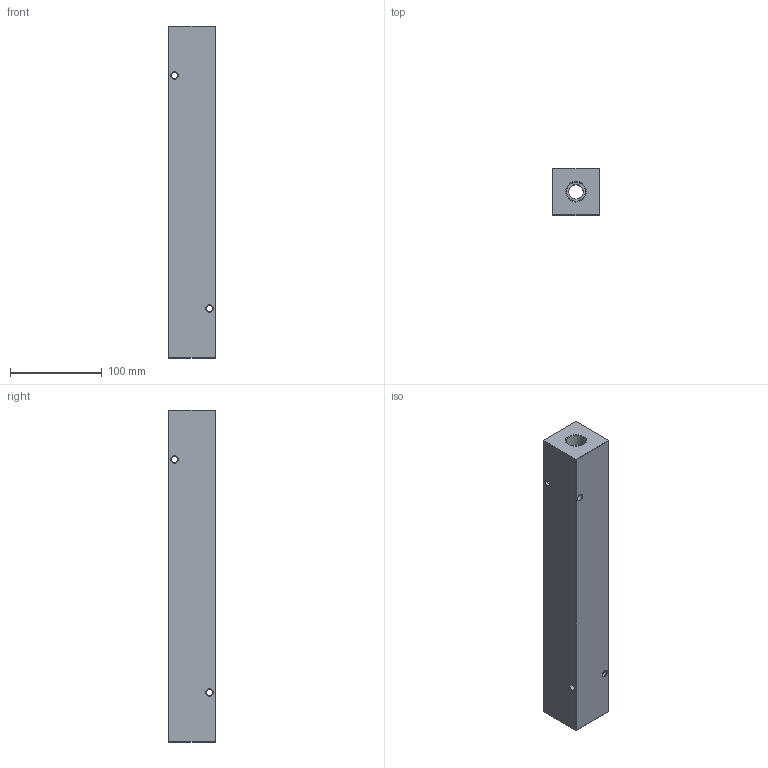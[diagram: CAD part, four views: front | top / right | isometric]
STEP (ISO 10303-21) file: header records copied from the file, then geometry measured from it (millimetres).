
FILE_DESCRIPTION (( 'STEP AP214' ), '1' );
FILE_NAME ('HM-7-0-P-8-6.STEP', '2020-02-28T19:01:48', ( '' ), ( '' ), 'SwSTEP 2.0', 'SolidWorks 2019', '' );
FILE_SCHEMA (( 'AUTOMOTIVE_DESIGN' ));
Length unit declared in the file: inch
Products named in the file (1): HM-7-0-P-8-6
Bounding box: 50.8 x 50.8 x 361.95 mm (x, y, z)
Volume: 825530.4 mm3; surface area: 104461.8 mm2
Topology: 1 solids, 1 shells, 491 faces, 1276 edges, 830 vertices
Faces by surface type: plane 236, bspline 185, cone 38, cylinder 32
Entity records: 30613 total; most frequent: CARTESIAN_POINT 13651, ORIENTED_EDGE 2552, DIRECTION 1588, EDGE_CURVE 1276, VERTEX_POINT 830, VECTOR 778, LINE 778, EDGE_LOOP 562
